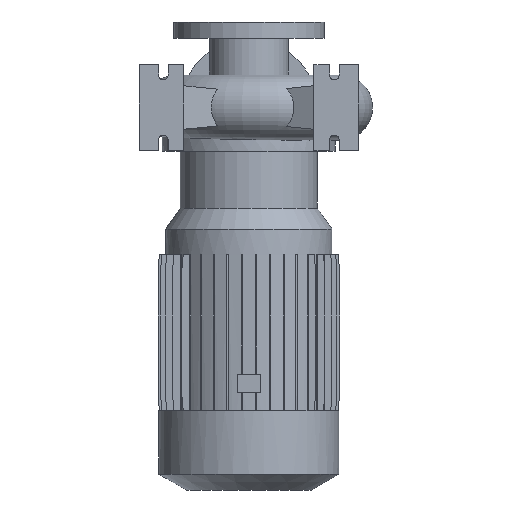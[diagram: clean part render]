
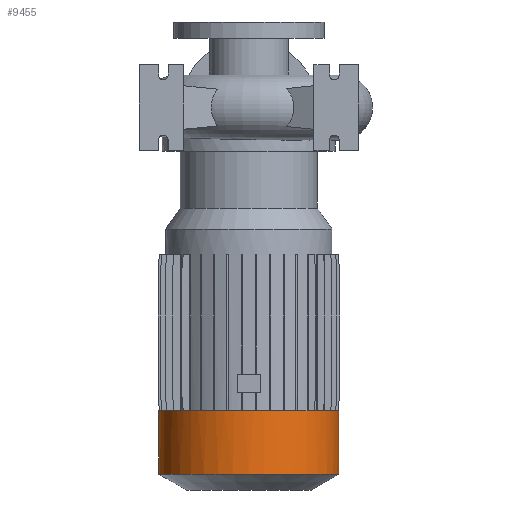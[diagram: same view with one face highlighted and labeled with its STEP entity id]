
A CAD part, front view. The second image highlights one B-rep face of the part: STEP entity #9455.
In plain terms, the highlighted cylindrical face has radius 131.5 mm (diameter 263 mm), a partial arc.
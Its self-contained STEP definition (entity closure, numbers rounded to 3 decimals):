
#150 = CARTESIAN_POINT ( 'NONE',  ( 131.5, 0., -535.8 ) ) ;
#265 = DIRECTION ( 'NONE',  ( 0., 0., 1. ) ) ;
#355 = ORIENTED_EDGE ( 'NONE', *, *, #14472, .F. ) ;
#796 = EDGE_CURVE ( 'NONE', #4737, #4916, #9367, .T. ) ;
#956 = VECTOR ( 'NONE', #265, 1000. ) ;
#1721 = CIRCLE ( 'NONE', #10616, 131.5 ) ;
#1826 = ORIENTED_EDGE ( 'NONE', *, *, #796, .T. ) ;
#2407 = DIRECTION ( 'NONE',  ( 0., 0., 1. ) ) ;
#2542 = EDGE_CURVE ( 'NONE', #9256, #4737, #12057, .T. ) ;
#2773 = CARTESIAN_POINT ( 'NONE',  ( 131.5, 0., -443. ) ) ;
#3568 = AXIS2_PLACEMENT_3D ( 'NONE', #12082, #12444, #9212 ) ;
#3710 = DIRECTION ( 'NONE',  ( 1., 0., 0. ) ) ;
#3934 = DIRECTION ( 'NONE',  ( 0., 0., 1. ) ) ;
#3970 = DIRECTION ( 'NONE',  ( 0., 0., 1. ) ) ;
#4257 = ORIENTED_EDGE ( 'NONE', *, *, #2542, .T. ) ;
#4737 = VERTEX_POINT ( 'NONE', #150 ) ;
#4769 = EDGE_CURVE ( 'NONE', #9256, #8878, #12576, .T. ) ;
#4916 = VERTEX_POINT ( 'NONE', #2773 ) ;
#5704 = CARTESIAN_POINT ( 'NONE',  ( -131.5, 0., -443. ) ) ;
#7480 = CYLINDRICAL_SURFACE ( 'NONE', #3568, 131.5 ) ;
#8247 = CARTESIAN_POINT ( 'NONE',  ( 131.5, 0., 125. ) ) ;
#8414 = EDGE_LOOP ( 'NONE', ( #9321, #4257, #1826, #355 ) ) ;
#8878 = VERTEX_POINT ( 'NONE', #5704 ) ;
#9212 = DIRECTION ( 'NONE',  ( 1., 0., 0. ) ) ;
#9256 = VERTEX_POINT ( 'NONE', #10576 ) ;
#9321 = ORIENTED_EDGE ( 'NONE', *, *, #4769, .F. ) ;
#9367 = LINE ( 'NONE', #8247, #956 ) ;
#9455 = ADVANCED_FACE ( 'NONE', ( #13212 ), #7480, .T. ) ;
#9620 = DIRECTION ( 'NONE',  ( 1., 0., 0. ) ) ;
#10576 = CARTESIAN_POINT ( 'NONE',  ( -131.5, 0., -535.8 ) ) ;
#10616 = AXIS2_PLACEMENT_3D ( 'NONE', #14304, #3970, #9620 ) ;
#10656 = VECTOR ( 'NONE', #2407, 1000. ) ;
#12057 = CIRCLE ( 'NONE', #13019, 131.5 ) ;
#12082 = CARTESIAN_POINT ( 'NONE',  ( 0., 0., 125. ) ) ;
#12444 = DIRECTION ( 'NONE',  ( 0., 0., 1. ) ) ;
#12576 = LINE ( 'NONE', #13925, #10656 ) ;
#12823 = CARTESIAN_POINT ( 'NONE',  ( 0., 0., -535.8 ) ) ;
#13019 = AXIS2_PLACEMENT_3D ( 'NONE', #12823, #3934, #3710 ) ;
#13212 = FACE_OUTER_BOUND ( 'NONE', #8414, .T. ) ;
#13925 = CARTESIAN_POINT ( 'NONE',  ( -131.5, 0., 125. ) ) ;
#14304 = CARTESIAN_POINT ( 'NONE',  ( 0., 0., -443. ) ) ;
#14472 = EDGE_CURVE ( 'NONE', #8878, #4916, #1721, .T. ) ;
